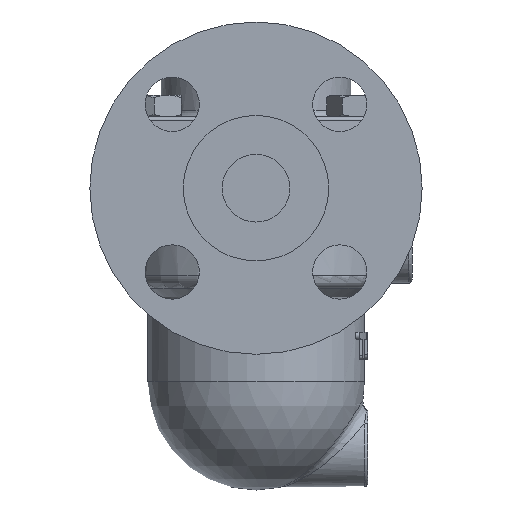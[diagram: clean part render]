
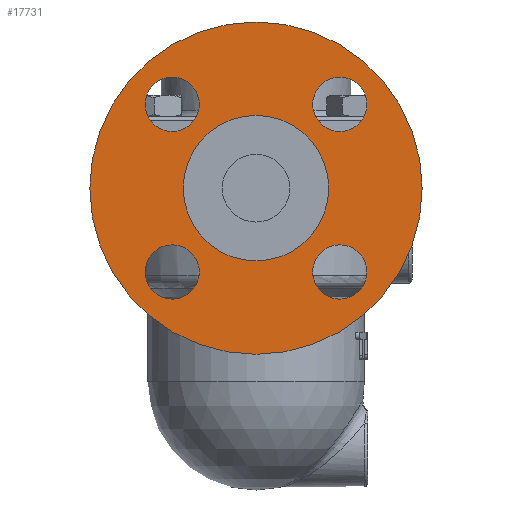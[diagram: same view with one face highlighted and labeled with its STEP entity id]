
A CAD part, left-side view. The second image highlights one B-rep face of the part: STEP entity #17731.
In plain terms, the highlighted free-form (B-spline) face has degree [1, 1] with [2, 2] control points.
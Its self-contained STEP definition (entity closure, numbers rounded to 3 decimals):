
#17660=CARTESIAN_POINT('',(-93.4,49.0,-45.0));
#17661=CARTESIAN_POINT('',(-93.4,49.0,53.0));
#17662=CARTESIAN_POINT('',(-93.4,-49.0,-45.0));
#17663=CARTESIAN_POINT('',(-93.4,-49.0,53.0));
#17664=B_SPLINE_SURFACE_WITH_KNOTS('',1,1,((#17660,#17662),(#17661,#17663)),.UNSPECIFIED.,.F.,.F.,.U.,(2,2),(2,2),(0.0,98.0),(0.0,98.0),.UNSPECIFIED.);
#17665=CARTESIAN_POINT('',(-93.4,0.,-45.0));
#17666=VERTEX_POINT('',#17665);
#17667=CARTESIAN_POINT('',(-93.4,0.0,4.));
#17668=DIRECTION('',(1.0,0.0,0.0));
#17669=DIRECTION('',(0.0,0.0,1.0));
#17670=AXIS2_PLACEMENT_3D('',#17667,#17668,#17669);
#17671=CIRCLE('',#17670,49.0);
#17672=EDGE_CURVE('',#17666,#17666,#17671,.T.);
#17673=ORIENTED_EDGE('',*,*,#17672,.F.);
#17674=EDGE_LOOP('',(#17673));
#17675=FACE_OUTER_BOUND('',#17674,.T.);
#17676=CARTESIAN_POINT('',(-93.4,24.713,36.713));
#17677=VERTEX_POINT('',#17676);
#17678=CARTESIAN_POINT('',(-93.4,24.713,28.713));
#17679=DIRECTION('',(1.0,0.0,0.0));
#17680=DIRECTION('',(0.0,0.0,-1.0));
#17681=AXIS2_PLACEMENT_3D('',#17678,#17679,#17680);
#17682=CIRCLE('',#17681,8.0);
#17683=EDGE_CURVE('',#17677,#17677,#17682,.T.);
#17684=ORIENTED_EDGE('',*,*,#17683,.T.);
#17685=EDGE_LOOP('',(#17684));
#17686=FACE_BOUND('',#17685,.T.);
#17687=CARTESIAN_POINT('',(-93.4,32.713,-20.713));
#17688=VERTEX_POINT('',#17687);
#17689=CARTESIAN_POINT('',(-93.4,24.713,-20.713));
#17690=DIRECTION('',(1.0,0.0,0.0));
#17691=DIRECTION('',(0.0,-1.0,0.0));
#17692=AXIS2_PLACEMENT_3D('',#17689,#17690,#17691);
#17693=CIRCLE('',#17692,8.0);
#17694=EDGE_CURVE('',#17688,#17688,#17693,.T.);
#17695=ORIENTED_EDGE('',*,*,#17694,.T.);
#17696=EDGE_LOOP('',(#17695));
#17697=FACE_BOUND('',#17696,.T.);
#17698=CARTESIAN_POINT('',(-93.4,-24.713,-28.713));
#17699=VERTEX_POINT('',#17698);
#17700=CARTESIAN_POINT('',(-93.4,-24.713,-20.713));
#17701=DIRECTION('',(1.0,0.0,0.0));
#17702=DIRECTION('',(0.0,0.0,1.0));
#17703=AXIS2_PLACEMENT_3D('',#17700,#17701,#17702);
#17704=CIRCLE('',#17703,8.0);
#17705=EDGE_CURVE('',#17699,#17699,#17704,.T.);
#17706=ORIENTED_EDGE('',*,*,#17705,.T.);
#17707=EDGE_LOOP('',(#17706));
#17708=FACE_BOUND('',#17707,.T.);
#17709=CARTESIAN_POINT('',(-93.4,-32.713,28.713));
#17710=VERTEX_POINT('',#17709);
#17711=CARTESIAN_POINT('',(-93.4,-24.713,28.713));
#17712=DIRECTION('',(1.0,0.0,0.0));
#17713=DIRECTION('',(0.0,1.0,0.0));
#17714=AXIS2_PLACEMENT_3D('',#17711,#17712,#17713);
#17715=CIRCLE('',#17714,8.0);
#17716=EDGE_CURVE('',#17710,#17710,#17715,.T.);
#17717=ORIENTED_EDGE('',*,*,#17716,.T.);
#17718=EDGE_LOOP('',(#17717));
#17719=FACE_BOUND('',#17718,.T.);
#17720=CARTESIAN_POINT('',(-93.4,0.,-17.45));
#17721=VERTEX_POINT('',#17720);
#17722=CARTESIAN_POINT('',(-93.4,0.0,4.));
#17723=DIRECTION('',(1.0,0.0,0.0));
#17724=DIRECTION('',(0.0,0.0,1.0));
#17725=AXIS2_PLACEMENT_3D('',#17722,#17723,#17724);
#17726=CIRCLE('',#17725,21.45);
#17727=EDGE_CURVE('',#17721,#17721,#17726,.T.);
#17728=ORIENTED_EDGE('',*,*,#17727,.T.);
#17729=EDGE_LOOP('',(#17728));
#17730=FACE_BOUND('',#17729,.T.);
#17731=ADVANCED_FACE('',(#17675,#17686,#17697,#17708,#17719,#17730),#17664,.F.);
